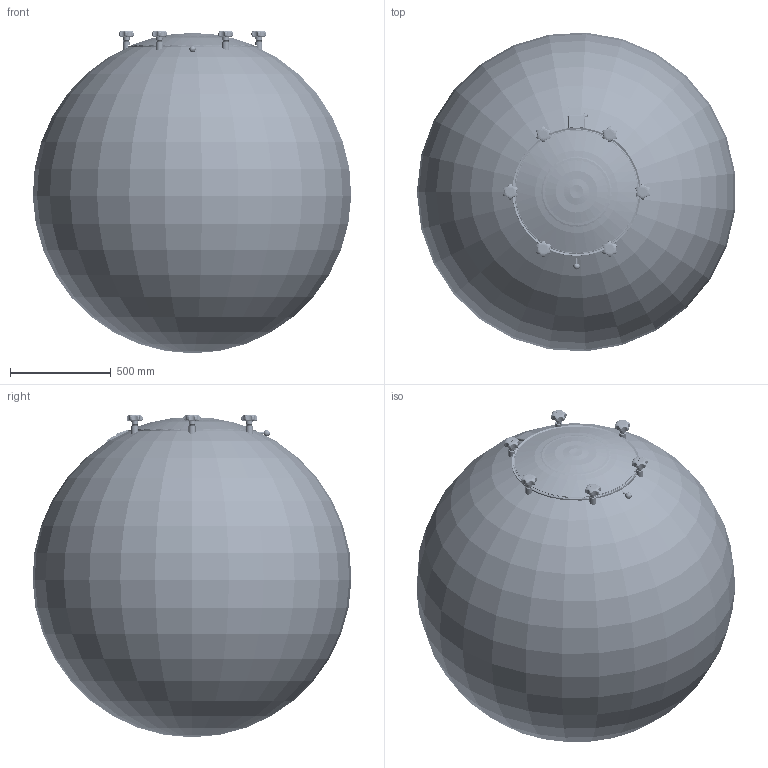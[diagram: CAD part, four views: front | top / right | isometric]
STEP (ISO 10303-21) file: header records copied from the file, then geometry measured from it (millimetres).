
FILE_DESCRIPTION(/* description */ ('Unknown'),/* implementation_level */ '2;1');
FILE_NAME(/* name */ 'MOD 600L rev 01',/* time_stamp */ '2016-07-04T11:26:14+02:00',/* author */ ('Unknown'),/* organization */ ('Unknown'),/* preprocessor_version */ 'ST-DEVELOPER v16',/* originating_system */ 'DEX',/* authorisation */ $);
FILE_SCHEMA (('AUTOMOTIVE_DESIGN {1 0 10303 214 3 1 1}'));
Length unit declared in the file: millimetre
Products named in the file (24): MOD 600L rev 01; 7TA9620 rev 01; 8AL24 rev 0; 81116 rev 01; 82034 rev 0; 7CA9620 rev 0; 73104 rev 01; 8A414 rev 01; 8AS134; 82020 rev 01; 97258; 97321; 97239 rev 0; 9628 assieme; 93009 rev 02; 91007 rev 05; 95421; 97205 rev 0; 94170 c_rond; 94170 rev 0; 94170_1 rev 0; 97057; 93017 rev 02
Assembly tree (59 placements, depth 4):
  MOD 600L rev 01
    7TA9620 rev 01
      8AL24 rev 0
      81116 rev 01  x6
      82034 rev 0
    7CA9620 rev 0
      73104 rev 01
        8A414 rev 01
        8AS134
      82020 rev 01
      97258
    97321  x6
    97239 rev 0
    9628 assieme
    93009 rev 02  x6
    91007 rev 05  x6
    95421  x7
    97205 rev 0  x6
    94170 c_rond  x6
      94170 rev 0
        94170 rev 0
        94170_1 rev 0
      97057
    93017 rev 02
Bounding box: 1580.44 x 1583.12 x 1601.67 mm (x, y, z)
Volume: 41951229.8 mm3; surface area: 17705462.4 mm2
Topology: 64 solids, 64 shells, 19262 faces, 36629 edges, 17336 vertices
Faces by surface type: plane 9771, cone 7906, cylinder 716, bspline 562, torus 269, sphere 38
Full cylindrical faces by diameter (mm): 8.376 x1, 10 x9, 10.5 x1, 11.835 x6, 12 x14, 12.5 x18, 13 x2, 14 x18, 14.5 x6, 16 x2, 16.5 x12, 17 x6, 17.5 x6, 18 x6, 18.3 x6, 18.5 x12, 18.6 x6, 19 x6, 20 x6, 20.2 x1, 21.7 x6, 22 x12, 25 x12, 25.8 x6, 30 x6, 35 x6, 600 x1, 602 x1, 607 x2, 607.6 x1
Entity records: 105393 total; most frequent: CARTESIAN_POINT 24717, ORIENTED_EDGE 12428, DIRECTION 12048, EDGE_CURVE 6214, AXIS2_PLACEMENT_3D 5359, FACE_BOUND 3475, EDGE_LOOP 3471, ADVANCED_FACE 3326
